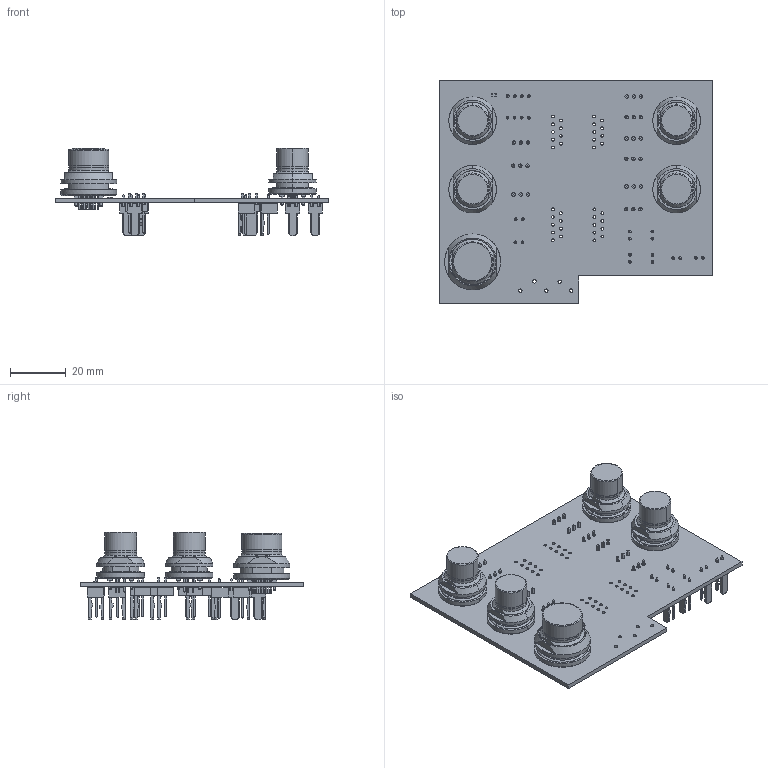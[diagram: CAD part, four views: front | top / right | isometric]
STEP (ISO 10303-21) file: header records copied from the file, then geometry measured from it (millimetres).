
FILE_DESCRIPTION(('KiCad electronic assembly'),'2;1');
FILE_NAME('inverter_box_LV_distribution_board.step', '2023-02-25T18:25:32',('An Author'),('A Company'), 'Open CASCADE STEP processor 6.9','KiCad to STEP converter','Unknown' );
FILE_SCHEMA(('AUTOMOTIVE_DESIGN { 1 0 10303 214 1 1 1 1 }'));
Length unit declared in the file: millimetre
Products named in the file (14): Open CASCADE STEP translator 6.9 1; Wurth-WTB_vert_2; COMPOUND; HEN.2F.319; R_0603_1608Metric; SOLID; HEN.1F.305; Molex_KK-254_AE-6410-03A_1x03_P2.54mm_Vertical; Wurth-WTB_vert_4
Assembly tree (32 placements, depth 3):
  Open CASCADE STEP translator 6.9 1
    Wurth-WTB_vert_2  x8
      COMPOUND
    HEN.2F.319
      COMPOUND
    R_0603_1608Metric
      SOLID
    HEN.1F.305  x4
      COMPOUND
    Molex_KK-254_AE-6410-03A_1x03_P2.54mm_Vertical  x9
      SOLID
    Wurth-WTB_vert_4  x2
      COMPOUND
    COMPOUND
Bounding box: 98 x 80 x 31.45 mm (x, y, z)
Volume: 27530.4 mm3; surface area: 32460.8 mm2
Topology: 55 solids, 55 shells, 2658 faces, 6373 edges, 4036 vertices
Faces by surface type: plane 2089, cylinder 385, cone 149, torus 35
Full cylindrical faces by diameter (mm): 0.48 x19, 0.599 x51, 0.92 x4, 0.998 x20, 1 x60, 1.2 x32, 14.1 x2, 14.3 x3, 15 x1, 16 x1, 18.6 x1, 20 x2
Entity records: 56319 total; most frequent: CARTESIAN_POINT 11577, DIRECTION 7700, LINE 4380, VECTOR 4380, ORIENTED_EDGE 3842, PCURVE 3842, DEFINITIONAL_REPRESENTATION 3842, EDGE_CURVE 1921
